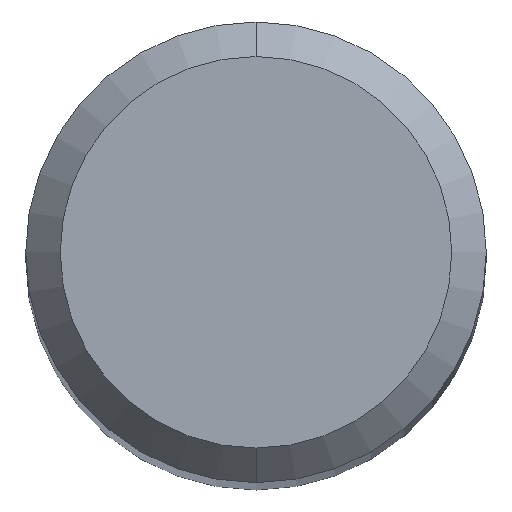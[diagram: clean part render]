
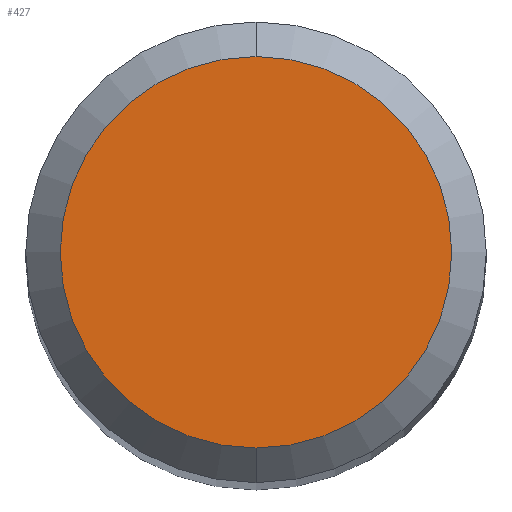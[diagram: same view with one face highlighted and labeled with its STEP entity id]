
A CAD part, top view. The second image highlights one B-rep face of the part: STEP entity #427.
In plain terms, the highlighted planar face has unit normal (0, 0, 1).
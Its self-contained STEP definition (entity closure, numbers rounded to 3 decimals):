
#427=ADVANCED_FACE('',(#1208),#1209,.T.);
#481=EDGE_CURVE('',#879,#621,#1269,.T.);
#621=VERTEX_POINT('',#1425);
#879=VERTEX_POINT('',#1704);
#887=EDGE_CURVE('',#621,#879,#1713,.T.);
#1208=FACE_OUTER_BOUND('',#2075,.T.);
#1209=PLANE('',#2076);
#1269=CIRCLE('',#2234,1.7);
#1425=CARTESIAN_POINT('',(0.0,1.7,0.0));
#1704=CARTESIAN_POINT('',(0.,-1.7,0.0));
#1713=CIRCLE('',#3733,1.7);
#2075=EDGE_LOOP('',(#5167,#5168));
#2076=AXIS2_PLACEMENT_3D('',#5169,#5170,#5171);
#2234=AXIS2_PLACEMENT_3D('',#5241,#5242,#5243);
#3733=AXIS2_PLACEMENT_3D('',#5745,#5746,#5747);
#5167=ORIENTED_EDGE('',*,*,#887,.F.);
#5168=ORIENTED_EDGE('',*,*,#481,.F.);
#5169=CARTESIAN_POINT('',(0.0,0.85,0.0));
#5170=DIRECTION('',(-0.0,0.0,1.0));
#5171=DIRECTION('',(0.0,-1.0,0.0));
#5241=CARTESIAN_POINT('',(0.0,0.0,0.0));
#5242=DIRECTION('',(0.0,0.0,-1.0));
#5243=DIRECTION('',(0.0,1.0,0.0));
#5745=CARTESIAN_POINT('',(0.0,0.0,0.0));
#5746=DIRECTION('',(0.0,0.0,-1.0));
#5747=DIRECTION('',(0.0,1.0,0.0));
